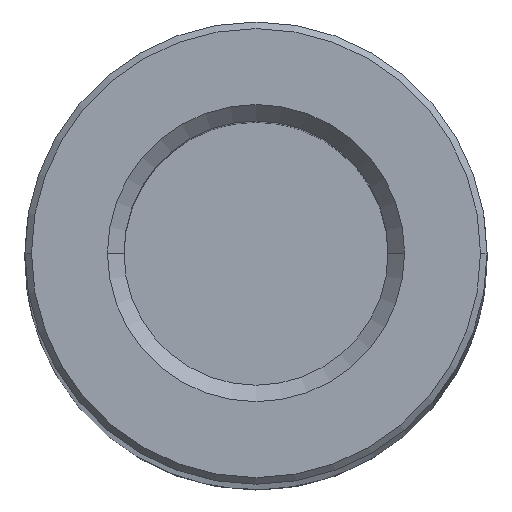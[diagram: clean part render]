
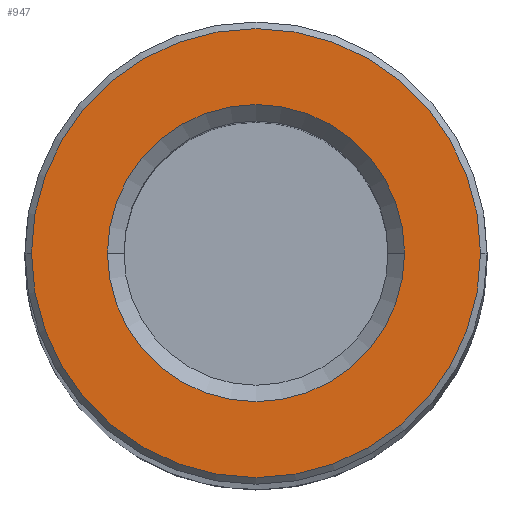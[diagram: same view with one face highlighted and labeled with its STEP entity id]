
A CAD part, top view. The second image highlights one B-rep face of the part: STEP entity #947.
In plain terms, the highlighted planar face has unit normal (0, 0, 1).
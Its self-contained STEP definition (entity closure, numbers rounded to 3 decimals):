
#18 = DIRECTION ( 'NONE',  ( 1., 0., 0. ) ) ;
#68 = CARTESIAN_POINT ( 'NONE',  ( 17., 0., 250. ) ) ;
#72 = VERTEX_POINT ( 'NONE', #1244 ) ;
#78 = EDGE_CURVE ( 'NONE', #593, #72, #1022, .T. ) ;
#85 = AXIS2_PLACEMENT_3D ( 'NONE', #1134, #1055, #757 ) ;
#96 = CARTESIAN_POINT ( 'NONE',  ( 0., 0., 250. ) ) ;
#135 = FACE_OUTER_BOUND ( 'NONE', #1241, .T. ) ;
#139 = DIRECTION ( 'NONE',  ( 1., 0., 0. ) ) ;
#162 = AXIS2_PLACEMENT_3D ( 'NONE', #1033, #456, #276 ) ;
#198 = EDGE_CURVE ( 'NONE', #844, #329, #476, .T. ) ;
#236 = ORIENTED_EDGE ( 'NONE', *, *, #601, .T. ) ;
#273 = ORIENTED_EDGE ( 'NONE', *, *, #1113, .F. ) ;
#276 = DIRECTION ( 'NONE',  ( 1., 0., 0. ) ) ;
#329 = VERTEX_POINT ( 'NONE', #1082 ) ;
#331 = CARTESIAN_POINT ( 'NONE',  ( 0., 0., 250. ) ) ;
#348 = CIRCLE ( 'NONE', #85, 17. ) ;
#356 = EDGE_LOOP ( 'NONE', ( #661, #273 ) ) ;
#374 = AXIS2_PLACEMENT_3D ( 'NONE', #96, #870, #400 ) ;
#400 = DIRECTION ( 'NONE',  ( 1., 0., 0. ) ) ;
#427 = ORIENTED_EDGE ( 'NONE', *, *, #78, .T. ) ;
#431 = FACE_BOUND ( 'NONE', #356, .T. ) ;
#454 = AXIS2_PLACEMENT_3D ( 'NONE', #331, #725, #139 ) ;
#456 = DIRECTION ( 'NONE',  ( 0., 0., 1. ) ) ;
#476 = CIRCLE ( 'NONE', #1187, 11.25 ) ;
#487 = DIRECTION ( 'NONE',  ( 0., 0., 1. ) ) ;
#498 = CARTESIAN_POINT ( 'NONE',  ( 0., 0., 250. ) ) ;
#584 = CIRCLE ( 'NONE', #374, 11.25 ) ;
#593 = VERTEX_POINT ( 'NONE', #68 ) ;
#601 = EDGE_CURVE ( 'NONE', #72, #593, #348, .T. ) ;
#661 = ORIENTED_EDGE ( 'NONE', *, *, #198, .F. ) ;
#725 = DIRECTION ( 'NONE',  ( 0., 0., 1. ) ) ;
#757 = DIRECTION ( 'NONE',  ( 1., 0., 0. ) ) ;
#844 = VERTEX_POINT ( 'NONE', #1097 ) ;
#870 = DIRECTION ( 'NONE',  ( 0., 0., 1. ) ) ;
#947 = ADVANCED_FACE ( 'NONE', ( #135, #431 ), #1210, .T. ) ;
#1022 = CIRCLE ( 'NONE', #162, 17. ) ;
#1033 = CARTESIAN_POINT ( 'NONE',  ( 0., 0., 250. ) ) ;
#1055 = DIRECTION ( 'NONE',  ( 0., 0., 1. ) ) ;
#1082 = CARTESIAN_POINT ( 'NONE',  ( -11.25, 0., 250. ) ) ;
#1097 = CARTESIAN_POINT ( 'NONE',  ( 11.25, 0., 250. ) ) ;
#1113 = EDGE_CURVE ( 'NONE', #329, #844, #584, .T. ) ;
#1134 = CARTESIAN_POINT ( 'NONE',  ( 0., 0., 250. ) ) ;
#1187 = AXIS2_PLACEMENT_3D ( 'NONE', #498, #487, #18 ) ;
#1210 = PLANE ( 'NONE',  #454 ) ;
#1241 = EDGE_LOOP ( 'NONE', ( #236, #427 ) ) ;
#1244 = CARTESIAN_POINT ( 'NONE',  ( -17., 0., 250. ) ) ;
